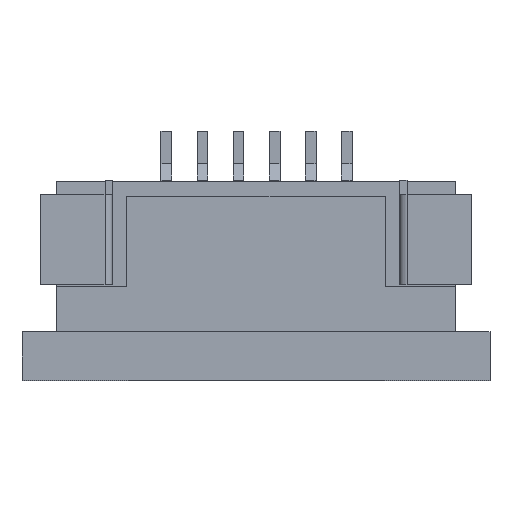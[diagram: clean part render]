
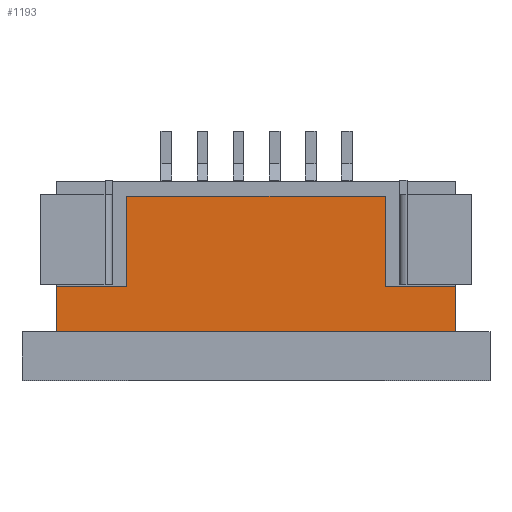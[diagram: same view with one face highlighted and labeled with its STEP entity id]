
A CAD part, top view. The second image highlights one B-rep face of the part: STEP entity #1193.
In plain terms, the highlighted planar face has unit normal (0, 0, 1).
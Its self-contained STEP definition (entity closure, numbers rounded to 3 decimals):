
#1193=ADVANCED_FACE('',(#3086),#3087,.T.);
#1333=EDGE_CURVE('',#3294,#3281,#3297,.T.);
#1355=EDGE_CURVE('',#3330,#3327,#3331,.T.);
#1477=EDGE_CURVE('',#3327,#3507,#3508,.T.);
#1479=EDGE_CURVE('',#3507,#3281,#3510,.T.);
#1481=EDGE_CURVE('',#3512,#3294,#3513,.T.);
#3086=FACE_OUTER_BOUND('',#5581,.T.);
#3087=PLANE('',#5582);
#3281=VERTEX_POINT('',#5777);
#3294=VERTEX_POINT('',#5798);
#3297=LINE('',#5803,#5804);
#3327=VERTEX_POINT('',#5853);
#3330=VERTEX_POINT('',#5858);
#3331=LINE('',#5859,#5860);
#3507=VERTEX_POINT('',#6157);
#3508=LINE('',#6158,#6159);
#3510=LINE('',#6162,#6163);
#3512=VERTEX_POINT('',#6166);
#3513=LINE('',#6167,#6168);
#5581=EDGE_LOOP('',(#9458,#9459,#9460,#9461,#9462,#9463,#9464,#9465));
#5582=AXIS2_PLACEMENT_3D('',#9466,#9467,#9468);
#5777=CARTESIAN_POINT('',(-6.616,2.6,2.5));
#5798=CARTESIAN_POINT('',(-6.616,1.35,2.5));
#5803=CARTESIAN_POINT('',(-6.616,1.35,2.5));
#5804=VECTOR('',#10111,1.0);
#5853=CARTESIAN_POINT('',(-4.666,5.1,2.5));
#5858=CARTESIAN_POINT('',(2.502,5.1,2.5));
#5859=CARTESIAN_POINT('',(-4.666,5.1,2.5));
#5860=VECTOR('',#10122,1.0);
#6157=CARTESIAN_POINT('',(-4.666,2.6,2.5));
#6158=CARTESIAN_POINT('',(-4.666,2.6,2.5));
#6159=VECTOR('',#10183,1.0);
#6162=CARTESIAN_POINT('',(-6.616,2.6,2.5));
#6163=VECTOR('',#10184,1.0);
#6166=CARTESIAN_POINT('',(4.452,1.35,2.5));
#6167=CARTESIAN_POINT('',(6.484,1.35,2.5));
#6168=VECTOR('',#10185,1.0);
#9458=ORIENTED_EDGE('',*,*,#12392,.F.);
#9459=ORIENTED_EDGE('',*,*,#12393,.T.);
#9460=ORIENTED_EDGE('',*,*,#1355,.T.);
#9461=ORIENTED_EDGE('',*,*,#1477,.T.);
#9462=ORIENTED_EDGE('',*,*,#1479,.T.);
#9463=ORIENTED_EDGE('',*,*,#1333,.F.);
#9464=ORIENTED_EDGE('',*,*,#1481,.F.);
#9465=ORIENTED_EDGE('',*,*,#12394,.T.);
#9466=CARTESIAN_POINT('',(6.484,1.35,2.5));
#9467=DIRECTION('',(0.0,0.0,1.0));
#9468=DIRECTION('',(1.0,0.0,0.0));
#10111=DIRECTION('',(0.,1.0,0.0));
#10122=DIRECTION('',(-1.0,0.0,0.0));
#10183=DIRECTION('',(0.0,-1.0,0.0));
#10184=DIRECTION('',(-1.0,0.0,0.0));
#10185=DIRECTION('',(-1.0,0.0,0.0));
#12392=EDGE_CURVE('',#12731,#12732,#12733,.T.);
#12393=EDGE_CURVE('',#12731,#3330,#12734,.T.);
#12394=EDGE_CURVE('',#3512,#12732,#12735,.T.);
#12731=VERTEX_POINT('',#13108);
#12732=VERTEX_POINT('',#13109);
#12733=LINE('',#13110,#13111);
#12734=LINE('',#13112,#13113);
#12735=LINE('',#13114,#13115);
#13108=CARTESIAN_POINT('',(2.502,2.6,2.5));
#13109=CARTESIAN_POINT('',(4.452,2.6,2.5));
#13110=CARTESIAN_POINT('',(-993.516,2.6,2.5));
#13111=VECTOR('',#13468,1.0);
#13112=CARTESIAN_POINT('',(2.502,5.1,2.5));
#13113=VECTOR('',#13469,1.0);
#13114=CARTESIAN_POINT('',(4.452,1.35,2.5));
#13115=VECTOR('',#13470,1.0);
#13468=DIRECTION('',(1.0,0.0,0.0));
#13469=DIRECTION('',(0.0,1.0,0.0));
#13470=DIRECTION('',(0.0,1.0,0.0));
